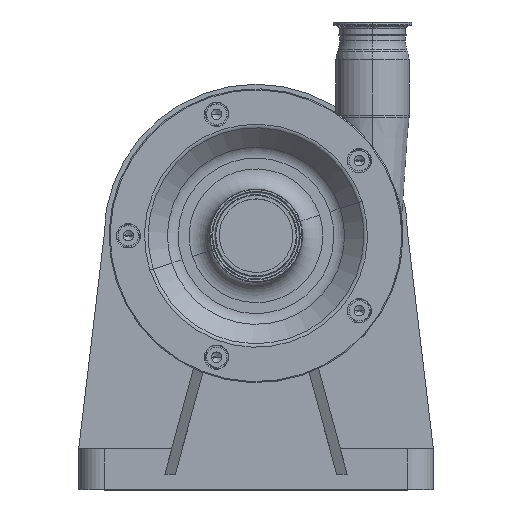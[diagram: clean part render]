
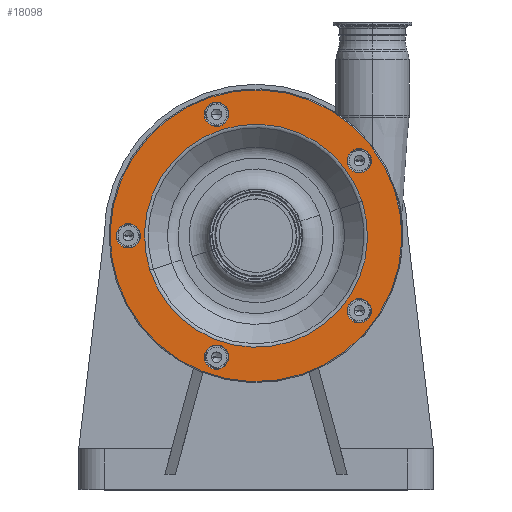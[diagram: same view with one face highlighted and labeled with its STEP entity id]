
A CAD part, top view. The second image highlights one B-rep face of the part: STEP entity #18098.
In plain terms, the highlighted planar face has unit normal (0, 0, 1).
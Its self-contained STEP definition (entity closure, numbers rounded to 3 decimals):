
#139 = CARTESIAN_POINT ( 'NONE',  ( -50.349, -123.541, 294.5 ) ) ;
#348 = EDGE_LOOP ( 'NONE', ( #4711, #6715 ) ) ;
#1129 = CIRCLE ( 'NONE', #15231, 144. ) ;
#1239 = CIRCLE ( 'NONE', #20249, 12. ) ;
#1413 = DIRECTION ( 'NONE',  ( 0.951, 0.309, 0. ) ) ;
#1467 = AXIS2_PLACEMENT_3D ( 'NONE', #12751, #3502, #3291 ) ;
#1513 = AXIS2_PLACEMENT_3D ( 'NONE', #18654, #6242, #13751 ) ;
#1806 = AXIS2_PLACEMENT_3D ( 'NONE', #13757, #4087, #5947 ) ;
#2040 = EDGE_CURVE ( 'NONE', #7149, #5340, #3944, .T. ) ;
#2198 = AXIS2_PLACEMENT_3D ( 'NONE', #2721, #16992, #2619 ) ;
#2338 = EDGE_LOOP ( 'NONE', ( #7128, #15799 ) ) ;
#2442 = AXIS2_PLACEMENT_3D ( 'NONE', #20147, #2904, #16857 ) ;
#2513 = VERTEX_POINT ( 'NONE', #4972 ) ;
#2583 = VERTEX_POINT ( 'NONE', #139 ) ;
#2588 = VERTEX_POINT ( 'NONE', #3333 ) ;
#2589 = CARTESIAN_POINT ( 'NONE',  ( -126., 0., 294.5 ) ) ;
#2619 = DIRECTION ( 'NONE',  ( 0.951, 0.309, 0. ) ) ;
#2721 = CARTESIAN_POINT ( 'NONE',  ( 101.936, -74.061, 294.5 ) ) ;
#2763 = CARTESIAN_POINT ( 'NONE',  ( 90.523, 70.353, 294.5 ) ) ;
#2821 = ORIENTED_EDGE ( 'NONE', *, *, #3699, .F. ) ;
#2904 = DIRECTION ( 'NONE',  ( 0., 0., 1. ) ) ;
#2970 = AXIS2_PLACEMENT_3D ( 'NONE', #13898, #5993, #17010 ) ;
#3175 = CARTESIAN_POINT ( 'NONE',  ( 0., 0., 294.5 ) ) ;
#3291 = DIRECTION ( 'NONE',  ( 0.951, 0.309, 0. ) ) ;
#3333 = CARTESIAN_POINT ( 'NONE',  ( -136.952, -44.498, 294.5 ) ) ;
#3502 = DIRECTION ( 'NONE',  ( 0., 0., 1. ) ) ;
#3583 = ORIENTED_EDGE ( 'NONE', *, *, #15300, .F. ) ;
#3664 = AXIS2_PLACEMENT_3D ( 'NONE', #2589, #8860, #4029 ) ;
#3699 = EDGE_CURVE ( 'NONE', #2583, #3901, #13285, .T. ) ;
#3796 = CARTESIAN_POINT ( 'NONE',  ( 113.349, -70.353, 294.5 ) ) ;
#3800 = AXIS2_PLACEMENT_3D ( 'NONE', #18040, #13441, #14981 ) ;
#3901 = VERTEX_POINT ( 'NONE', #5156 ) ;
#3944 = CIRCLE ( 'NONE', #2970, 110.071 ) ;
#4029 = DIRECTION ( 'NONE',  ( 0.951, 0.309, 0. ) ) ;
#4087 = DIRECTION ( 'NONE',  ( 0., 0., 1. ) ) ;
#4296 = DIRECTION ( 'NONE',  ( 0., 0., 1. ) ) ;
#4345 = ORIENTED_EDGE ( 'NONE', *, *, #6414, .F. ) ;
#4711 = ORIENTED_EDGE ( 'NONE', *, *, #9998, .F. ) ;
#4788 = FACE_BOUND ( 'NONE', #9510, .T. ) ;
#4806 = EDGE_CURVE ( 'NONE', #2588, #6632, #13588, .T. ) ;
#4972 = CARTESIAN_POINT ( 'NONE',  ( -137.413, -3.708, 294.5 ) ) ;
#5076 = AXIS2_PLACEMENT_3D ( 'NONE', #15581, #12412, #12301 ) ;
#5156 = CARTESIAN_POINT ( 'NONE',  ( -27.523, -116.125, 294.5 ) ) ;
#5340 = VERTEX_POINT ( 'NONE', #16942 ) ;
#5726 = CIRCLE ( 'NONE', #7093, 12. ) ;
#5922 = ORIENTED_EDGE ( 'NONE', *, *, #17995, .F. ) ;
#5947 = DIRECTION ( 'NONE',  ( 0.951, 0.309, 0. ) ) ;
#5993 = DIRECTION ( 'NONE',  ( 0., 0., 1. ) ) ;
#6242 = DIRECTION ( 'NONE',  ( 0., 0., -1. ) ) ;
#6346 = PLANE ( 'NONE',  #1513 ) ;
#6357 = ORIENTED_EDGE ( 'NONE', *, *, #10594, .F. ) ;
#6414 = EDGE_CURVE ( 'NONE', #18808, #19378, #11052, .T. ) ;
#6632 = VERTEX_POINT ( 'NONE', #16463 ) ;
#6715 = ORIENTED_EDGE ( 'NONE', *, *, #16190, .F. ) ;
#6965 = DIRECTION ( 'NONE',  ( 0., 0., 1. ) ) ;
#7093 = AXIS2_PLACEMENT_3D ( 'NONE', #15747, #9189, #15642 ) ;
#7128 = ORIENTED_EDGE ( 'NONE', *, *, #19164, .F. ) ;
#7149 = VERTEX_POINT ( 'NONE', #13755 ) ;
#7453 = CARTESIAN_POINT ( 'NONE',  ( -114.587, 3.708, 294.5 ) ) ;
#7676 = ORIENTED_EDGE ( 'NONE', *, *, #8278, .F. ) ;
#7744 = EDGE_LOOP ( 'NONE', ( #14767, #2821 ) ) ;
#7796 = FACE_BOUND ( 'NONE', #2338, .T. ) ;
#8278 = EDGE_CURVE ( 'NONE', #19378, #18808, #17524, .T. ) ;
#8349 = AXIS2_PLACEMENT_3D ( 'NONE', #14752, #6965, #13320 ) ;
#8375 = CIRCLE ( 'NONE', #1467, 12. ) ;
#8428 = EDGE_CURVE ( 'NONE', #3901, #2583, #13935, .T. ) ;
#8769 = AXIS2_PLACEMENT_3D ( 'NONE', #19749, #19961, #9286 ) ;
#8860 = DIRECTION ( 'NONE',  ( 0., 0., 1. ) ) ;
#9189 = DIRECTION ( 'NONE',  ( 0., 0., 1. ) ) ;
#9286 = DIRECTION ( 'NONE',  ( 0.951, 0.309, 0. ) ) ;
#9326 = CARTESIAN_POINT ( 'NONE',  ( 101.936, 74.061, 294.5 ) ) ;
#9510 = EDGE_LOOP ( 'NONE', ( #3583, #6357 ) ) ;
#9598 = CARTESIAN_POINT ( 'NONE',  ( 90.523, -77.769, 294.5 ) ) ;
#9878 = DIRECTION ( 'NONE',  ( 0.951, 0.309, 0. ) ) ;
#9998 = EDGE_CURVE ( 'NONE', #16462, #12214, #8375, .T. ) ;
#10217 = ORIENTED_EDGE ( 'NONE', *, *, #4806, .T. ) ;
#10451 = CARTESIAN_POINT ( 'NONE',  ( -50.349, 116.125, 294.5 ) ) ;
#10594 = EDGE_CURVE ( 'NONE', #2513, #13474, #14990, .T. ) ;
#10602 = ORIENTED_EDGE ( 'NONE', *, *, #16778, .T. ) ;
#10629 = ORIENTED_EDGE ( 'NONE', *, *, #2040, .F. ) ;
#10660 = FACE_BOUND ( 'NONE', #17146, .T. ) ;
#10765 = FACE_BOUND ( 'NONE', #20196, .T. ) ;
#11052 = CIRCLE ( 'NONE', #2198, 12. ) ;
#11109 = CIRCLE ( 'NONE', #12738, 12. ) ;
#11781 = EDGE_CURVE ( 'NONE', #16861, #13497, #11109, .T. ) ;
#12214 = VERTEX_POINT ( 'NONE', #10451 ) ;
#12301 = DIRECTION ( 'NONE',  ( 0.951, 0.309, 0. ) ) ;
#12403 = FACE_OUTER_BOUND ( 'NONE', #14870, .T. ) ;
#12412 = DIRECTION ( 'NONE',  ( 0., 0., 1. ) ) ;
#12427 = DIRECTION ( 'NONE',  ( 0., 0., 1. ) ) ;
#12738 = AXIS2_PLACEMENT_3D ( 'NONE', #9326, #4296, #1413 ) ;
#12751 = CARTESIAN_POINT ( 'NONE',  ( -38.936, 119.833, 294.5 ) ) ;
#13285 = CIRCLE ( 'NONE', #2442, 12. ) ;
#13320 = DIRECTION ( 'NONE',  ( 0.951, 0.309, 0. ) ) ;
#13441 = DIRECTION ( 'NONE',  ( 0., 0., 1. ) ) ;
#13474 = VERTEX_POINT ( 'NONE', #7453 ) ;
#13497 = VERTEX_POINT ( 'NONE', #13713 ) ;
#13588 = CIRCLE ( 'NONE', #8349, 144. ) ;
#13713 = CARTESIAN_POINT ( 'NONE',  ( 113.349, 77.769, 294.5 ) ) ;
#13751 = DIRECTION ( 'NONE',  ( -0.951, -0.309, 0. ) ) ;
#13755 = CARTESIAN_POINT ( 'NONE',  ( 104.684, 34.014, 294.5 ) ) ;
#13757 = CARTESIAN_POINT ( 'NONE',  ( 101.936, -74.061, 294.5 ) ) ;
#13898 = CARTESIAN_POINT ( 'NONE',  ( 0., 0., 294.5 ) ) ;
#13935 = CIRCLE ( 'NONE', #5076, 12. ) ;
#14494 = CIRCLE ( 'NONE', #3664, 12. ) ;
#14495 = CARTESIAN_POINT ( 'NONE',  ( 101.936, 74.061, 294.5 ) ) ;
#14588 = DIRECTION ( 'NONE',  ( 0., 0., 1. ) ) ;
#14752 = CARTESIAN_POINT ( 'NONE',  ( 0., 0., 294.5 ) ) ;
#14767 = ORIENTED_EDGE ( 'NONE', *, *, #8428, .F. ) ;
#14870 = EDGE_LOOP ( 'NONE', ( #10602, #10217 ) ) ;
#14981 = DIRECTION ( 'NONE',  ( 0.951, 0.309, 0. ) ) ;
#14990 = CIRCLE ( 'NONE', #8769, 12. ) ;
#15231 = AXIS2_PLACEMENT_3D ( 'NONE', #3175, #12427, #18677 ) ;
#15300 = EDGE_CURVE ( 'NONE', #13474, #2513, #14494, .T. ) ;
#15581 = CARTESIAN_POINT ( 'NONE',  ( -38.936, -119.833, 294.5 ) ) ;
#15642 = DIRECTION ( 'NONE',  ( 0.951, 0.309, 0. ) ) ;
#15747 = CARTESIAN_POINT ( 'NONE',  ( -38.936, 119.833, 294.5 ) ) ;
#15799 = ORIENTED_EDGE ( 'NONE', *, *, #11781, .F. ) ;
#16190 = EDGE_CURVE ( 'NONE', #12214, #16462, #5726, .T. ) ;
#16462 = VERTEX_POINT ( 'NONE', #16553 ) ;
#16463 = CARTESIAN_POINT ( 'NONE',  ( 136.952, 44.498, 294.5 ) ) ;
#16553 = CARTESIAN_POINT ( 'NONE',  ( -27.523, 123.541, 294.5 ) ) ;
#16778 = EDGE_CURVE ( 'NONE', #6632, #2588, #1129, .T. ) ;
#16857 = DIRECTION ( 'NONE',  ( 0.951, 0.309, 0. ) ) ;
#16861 = VERTEX_POINT ( 'NONE', #2763 ) ;
#16942 = CARTESIAN_POINT ( 'NONE',  ( -104.684, -34.014, 294.5 ) ) ;
#16992 = DIRECTION ( 'NONE',  ( 0., 0., 1. ) ) ;
#17010 = DIRECTION ( 'NONE',  ( 0.951, 0.309, 0. ) ) ;
#17146 = EDGE_LOOP ( 'NONE', ( #7676, #4345 ) ) ;
#17524 = CIRCLE ( 'NONE', #1806, 12. ) ;
#17995 = EDGE_CURVE ( 'NONE', #5340, #7149, #19534, .T. ) ;
#18040 = CARTESIAN_POINT ( 'NONE',  ( 0., 0., 294.5 ) ) ;
#18098 = ADVANCED_FACE ( 'NONE', ( #7796, #10660, #20298, #19992, #10765, #12403, #4788 ), #6346, .F. ) ;
#18654 = CARTESIAN_POINT ( 'NONE',  ( -44.498, 136.952, 294.5 ) ) ;
#18677 = DIRECTION ( 'NONE',  ( 0.951, 0.309, 0. ) ) ;
#18808 = VERTEX_POINT ( 'NONE', #9598 ) ;
#19164 = EDGE_CURVE ( 'NONE', #13497, #16861, #1239, .T. ) ;
#19378 = VERTEX_POINT ( 'NONE', #3796 ) ;
#19534 = CIRCLE ( 'NONE', #3800, 110.071 ) ;
#19749 = CARTESIAN_POINT ( 'NONE',  ( -126., 0., 294.5 ) ) ;
#19961 = DIRECTION ( 'NONE',  ( 0., 0., 1. ) ) ;
#19992 = FACE_BOUND ( 'NONE', #348, .T. ) ;
#20147 = CARTESIAN_POINT ( 'NONE',  ( -38.936, -119.833, 294.5 ) ) ;
#20196 = EDGE_LOOP ( 'NONE', ( #10629, #5922 ) ) ;
#20249 = AXIS2_PLACEMENT_3D ( 'NONE', #14495, #14588, #9878 ) ;
#20298 = FACE_BOUND ( 'NONE', #7744, .T. ) ;
